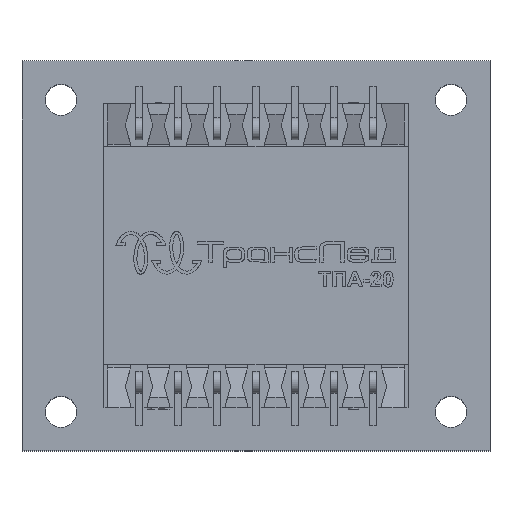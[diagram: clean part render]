
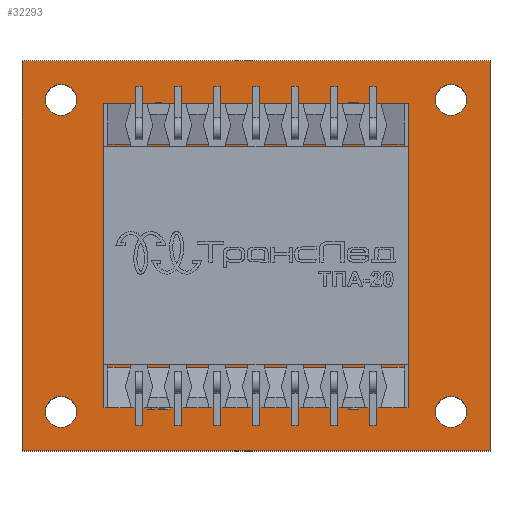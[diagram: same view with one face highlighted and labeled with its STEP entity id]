
A CAD part, top view. The second image highlights one B-rep face of the part: STEP entity #32293.
In plain terms, the highlighted planar face has unit normal (0, 0, 1).
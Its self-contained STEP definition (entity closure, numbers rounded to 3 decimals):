
#1449=FACE_BOUND('',#4254,.T.);
#1450=FACE_BOUND('',#4255,.T.);
#1451=FACE_BOUND('',#4256,.T.);
#1452=FACE_BOUND('',#4257,.T.);
#1453=FACE_BOUND('',#4258,.T.);
#1693=CIRCLE('',#34265,2.);
#1695=CIRCLE('',#34268,2.);
#1697=CIRCLE('',#34271,2.);
#1699=CIRCLE('',#34274,2.);
#2329=FACE_OUTER_BOUND('',#4253,.T.);
#4253=EDGE_LOOP('',(#22637,#22638,#22639,#22640));
#4254=EDGE_LOOP('',(#22641,#22642,#22643,#22644));
#4255=EDGE_LOOP('',(#22645));
#4256=EDGE_LOOP('',(#22646));
#4257=EDGE_LOOP('',(#22647));
#4258=EDGE_LOOP('',(#22648));
#6335=LINE('',#44156,#10067);
#6338=LINE('',#44162,#10070);
#6341=LINE('',#44168,#10073);
#6344=LINE('',#44172,#10076);
#6351=LINE('',#44204,#10083);
#6354=LINE('',#44210,#10086);
#6357=LINE('',#44216,#10089);
#6360=LINE('',#44220,#10092);
#10067=VECTOR('',#36938,10.);
#10070=VECTOR('',#36943,10.);
#10073=VECTOR('',#36948,10.);
#10076=VECTOR('',#36953,10.);
#10083=VECTOR('',#36986,10.);
#10086=VECTOR('',#36991,10.);
#10089=VECTOR('',#36996,10.);
#10092=VECTOR('',#37001,10.);
#13723=VERTEX_POINT('',#44153);
#13724=VERTEX_POINT('',#44155);
#13726=VERTEX_POINT('',#44161);
#13728=VERTEX_POINT('',#44167);
#13729=VERTEX_POINT('',#44174);
#13731=VERTEX_POINT('',#44180);
#13733=VERTEX_POINT('',#44186);
#13735=VERTEX_POINT('',#44192);
#13739=VERTEX_POINT('',#44201);
#13740=VERTEX_POINT('',#44203);
#13742=VERTEX_POINT('',#44209);
#13744=VERTEX_POINT('',#44215);
#17111=EDGE_CURVE('',#13724,#13723,#6335,.T.);
#17114=EDGE_CURVE('',#13726,#13724,#6338,.T.);
#17117=EDGE_CURVE('',#13728,#13726,#6341,.T.);
#17120=EDGE_CURVE('',#13723,#13728,#6344,.T.);
#17121=EDGE_CURVE('',#13729,#13729,#1693,.T.);
#17124=EDGE_CURVE('',#13731,#13731,#1695,.T.);
#17127=EDGE_CURVE('',#13733,#13733,#1697,.T.);
#17130=EDGE_CURVE('',#13735,#13735,#1699,.T.);
#17135=EDGE_CURVE('',#13740,#13739,#6351,.T.);
#17138=EDGE_CURVE('',#13742,#13740,#6354,.T.);
#17141=EDGE_CURVE('',#13744,#13742,#6357,.T.);
#17144=EDGE_CURVE('',#13739,#13744,#6360,.T.);
#22637=ORIENTED_EDGE('',*,*,#17144,.T.);
#22638=ORIENTED_EDGE('',*,*,#17141,.T.);
#22639=ORIENTED_EDGE('',*,*,#17138,.T.);
#22640=ORIENTED_EDGE('',*,*,#17135,.T.);
#22641=ORIENTED_EDGE('',*,*,#17117,.T.);
#22642=ORIENTED_EDGE('',*,*,#17114,.T.);
#22643=ORIENTED_EDGE('',*,*,#17111,.T.);
#22644=ORIENTED_EDGE('',*,*,#17120,.T.);
#22645=ORIENTED_EDGE('',*,*,#17130,.T.);
#22646=ORIENTED_EDGE('',*,*,#17127,.T.);
#22647=ORIENTED_EDGE('',*,*,#17124,.T.);
#22648=ORIENTED_EDGE('',*,*,#17121,.T.);
#31011=PLANE('',#34280);
#32293=ADVANCED_FACE('',(#2329,#1449,#1450,#1451,#1452,#1453),#31011,.T.);
#34265=AXIS2_PLACEMENT_3D('',#44175,#36956,#36957);
#34268=AXIS2_PLACEMENT_3D('',#44181,#36963,#36964);
#34271=AXIS2_PLACEMENT_3D('',#44187,#36970,#36971);
#34274=AXIS2_PLACEMENT_3D('',#44193,#36977,#36978);
#34280=AXIS2_PLACEMENT_3D('',#44221,#37002,#37003);
#36938=DIRECTION('',(0.,1.,0.));
#36943=DIRECTION('',(-1.,0.,0.));
#36948=DIRECTION('',(0.,-1.,0.));
#36953=DIRECTION('',(1.,0.,0.));
#36956=DIRECTION('center_axis',(0.,0.,-1.));
#36957=DIRECTION('ref_axis',(1.,0.,0.));
#36963=DIRECTION('center_axis',(0.,0.,-1.));
#36964=DIRECTION('ref_axis',(1.,0.,0.));
#36970=DIRECTION('center_axis',(0.,0.,-1.));
#36971=DIRECTION('ref_axis',(1.,0.,0.));
#36977=DIRECTION('center_axis',(0.,0.,-1.));
#36978=DIRECTION('ref_axis',(1.,0.,0.));
#36986=DIRECTION('',(0.,-1.,0.));
#36991=DIRECTION('',(-1.,0.,0.));
#36996=DIRECTION('',(0.,1.,0.));
#37001=DIRECTION('',(1.,0.,0.));
#37002=DIRECTION('center_axis',(0.,0.,1.));
#37003=DIRECTION('ref_axis',(1.,0.,0.));
#44153=CARTESIAN_POINT('',(-18.5,13.,22.));
#44155=CARTESIAN_POINT('',(-18.5,-13.,22.));
#44156=CARTESIAN_POINT('',(-18.5,6.5,22.));
#44161=CARTESIAN_POINT('',(18.5,-13.,22.));
#44162=CARTESIAN_POINT('',(-9.25,-13.,22.));
#44167=CARTESIAN_POINT('',(18.5,13.,22.));
#44168=CARTESIAN_POINT('',(18.5,-6.5,22.));
#44172=CARTESIAN_POINT('',(9.25,13.,22.));
#44174=CARTESIAN_POINT('',(-27.,-20.,22.));
#44175=CARTESIAN_POINT('Origin',(-25.,-20.,22.));
#44180=CARTESIAN_POINT('',(23.,-20.,22.));
#44181=CARTESIAN_POINT('Origin',(25.,-20.,22.));
#44186=CARTESIAN_POINT('',(23.,20.,22.));
#44187=CARTESIAN_POINT('Origin',(25.,20.,22.));
#44192=CARTESIAN_POINT('',(-27.,20.,22.));
#44193=CARTESIAN_POINT('Origin',(-25.,20.,22.));
#44201=CARTESIAN_POINT('',(-30.,-25.,22.));
#44203=CARTESIAN_POINT('',(-30.,25.,22.));
#44204=CARTESIAN_POINT('',(-30.,-25.,22.));
#44209=CARTESIAN_POINT('',(30.,25.,22.));
#44210=CARTESIAN_POINT('',(-30.,25.,22.));
#44215=CARTESIAN_POINT('',(30.,-25.,22.));
#44216=CARTESIAN_POINT('',(30.,25.,22.));
#44220=CARTESIAN_POINT('',(30.,-25.,22.));
#44221=CARTESIAN_POINT('Origin',(0.,0.,22.));
